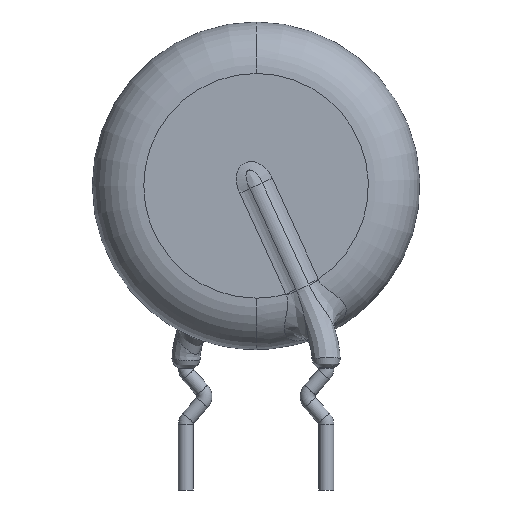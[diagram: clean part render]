
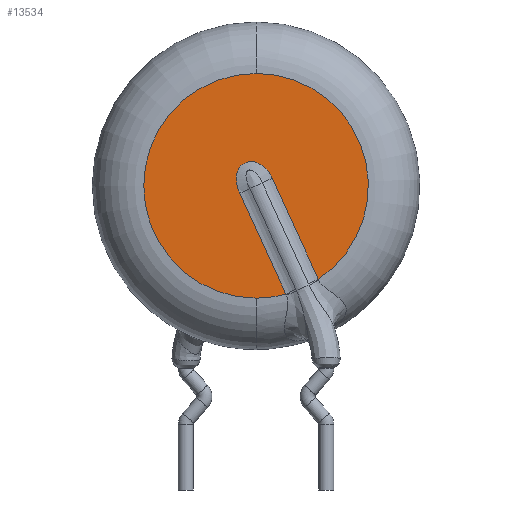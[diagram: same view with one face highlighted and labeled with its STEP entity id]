
A CAD part, front view. The second image highlights one B-rep face of the part: STEP entity #13534.
In plain terms, the highlighted planar face has unit normal (0, -1, 0).
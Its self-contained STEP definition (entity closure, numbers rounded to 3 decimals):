
#191 = CARTESIAN_POINT ( 'NONE',  ( 0., -2.75, 9.75 ) ) ;
#605 = CIRCLE ( 'NONE', #16472, 6. ) ;
#974 = CARTESIAN_POINT ( 'NONE',  ( 0.869, -2.75, 10.147 ) ) ;
#1226 = CARTESIAN_POINT ( 'NONE',  ( 0.805, -2.75, 10.287 ) ) ;
#1371 = CARTESIAN_POINT ( 'NONE',  ( 0.869, -2.75, 10.147 ) ) ;
#1428 = AXIS2_PLACEMENT_3D ( 'NONE', #11344, #13775, #3587 ) ;
#1714 = DIRECTION ( 'NONE',  ( 0.416, 0., -0.909 ) ) ;
#2016 = EDGE_CURVE ( 'NONE', #15590, #10019, #12827, .T. ) ;
#2310 = CARTESIAN_POINT ( 'NONE',  ( -0.836, -2.75, 10.814 ) ) ;
#2477 = CARTESIAN_POINT ( 'NONE',  ( -0.994, -2.75, 10.549 ) ) ;
#2612 = CARTESIAN_POINT ( 'NONE',  ( 1.594, -2.75, 3.966 ) ) ;
#2808 = AXIS2_PLACEMENT_3D ( 'NONE', #4347, #16012, #13364 ) ;
#2993 = LINE ( 'NONE', #13375, #5514 ) ;
#3018 = DIRECTION ( 'NONE',  ( 0., 0., 1. ) ) ;
#3587 = DIRECTION ( 'NONE',  ( 0., 0., 1. ) ) ;
#4347 = CARTESIAN_POINT ( 'NONE',  ( 0., -2.75, 9.75 ) ) ;
#4368 = CARTESIAN_POINT ( 'NONE',  ( 0., -2.75, 3.75 ) ) ;
#4466 = CARTESIAN_POINT ( 'NONE',  ( 0., -2.75, 9.75 ) ) ;
#5331 = DIRECTION ( 'NONE',  ( 0., 1., 0. ) ) ;
#5366 = CARTESIAN_POINT ( 'NONE',  ( -0.869, -2.75, 9.353 ) ) ;
#5409 = FACE_OUTER_BOUND ( 'NONE', #11279, .T. ) ;
#5514 = VECTOR ( 'NONE', #1714, 1000. ) ;
#5637 = CARTESIAN_POINT ( 'NONE',  ( 3.331, -2.75, 4.76 ) ) ;
#5648 = DIRECTION ( 'NONE',  ( 0., 1., 0. ) ) ;
#6156 = CARTESIAN_POINT ( 'NONE',  ( 0.171, -2.75, 10.94 ) ) ;
#7577 = CARTESIAN_POINT ( 'NONE',  ( -0.983, -2.75, 9.637 ) ) ;
#7756 = CARTESIAN_POINT ( 'NONE',  ( 0.425, -2.75, 10.767 ) ) ;
#7800 = ORIENTED_EDGE ( 'NONE', *, *, #8207, .F. ) ;
#7801 = PLANE ( 'NONE',  #14495 ) ;
#7894 = EDGE_CURVE ( 'NONE', #14882, #12669, #605, .T. ) ;
#8207 = EDGE_CURVE ( 'NONE', #12225, #14882, #11678, .T. ) ;
#8744 = EDGE_CURVE ( 'NONE', #11718, #12225, #11438, .T. ) ;
#8833 = CARTESIAN_POINT ( 'NONE',  ( -0.933, -2.75, 9.493 ) ) ;
#9151 = DIRECTION ( 'NONE',  ( -0.416, 0., 0.909 ) ) ;
#9476 = ORIENTED_EDGE ( 'NONE', *, *, #10091, .T. ) ;
#9793 = VECTOR ( 'NONE', #9151, 1000. ) ;
#10019 = VERTEX_POINT ( 'NONE', #1371 ) ;
#10091 = EDGE_CURVE ( 'NONE', #11718, #15590, #11864, .T. ) ;
#10906 = ORIENTED_EDGE ( 'NONE', *, *, #7894, .F. ) ;
#11276 = CARTESIAN_POINT ( 'NONE',  ( 0.535, -2.75, 10.66 ) ) ;
#11279 = EDGE_LOOP ( 'NONE', ( #13363, #11925, #10906, #7800, #12622, #9476 ) ) ;
#11344 = CARTESIAN_POINT ( 'NONE',  ( 0., -2.75, 9.75 ) ) ;
#11438 = CIRCLE ( 'NONE', #2808, 6. ) ;
#11678 = CIRCLE ( 'NONE', #1428, 6. ) ;
#11718 = VERTEX_POINT ( 'NONE', #2612 ) ;
#11864 = LINE ( 'NONE', #5366, #9793 ) ;
#11925 = ORIENTED_EDGE ( 'NONE', *, *, #14978, .T. ) ;
#12225 = VERTEX_POINT ( 'NONE', #4368 ) ;
#12542 = CARTESIAN_POINT ( 'NONE',  ( -1.047, -2.75, 9.937 ) ) ;
#12622 = ORIENTED_EDGE ( 'NONE', *, *, #8744, .F. ) ;
#12669 = VERTEX_POINT ( 'NONE', #5637 ) ;
#12795 = CARTESIAN_POINT ( 'NONE',  ( -0.719, -2.75, 10.922 ) ) ;
#12827 = B_SPLINE_CURVE_WITH_KNOTS ( 'NONE', 3,
 ( #15024, #8833, #7577, #12542, #13875, #13954, #2477, #2310, #12795, #16374, #16458, #16553, #6156, #7756, #11276, #14119, #1226, #974 ),
 .UNSPECIFIED., .F., .F.,
 ( 4, 2, 2, 2, 2, 2, 2, 2, 4 ),
 ( 0., 0., 0.001, 0.001, 0.002, 0.002, 0.003, 0.003, 0.004 ),
 .UNSPECIFIED. ) ;
#13363 = ORIENTED_EDGE ( 'NONE', *, *, #2016, .T. ) ;
#13364 = DIRECTION ( 'NONE',  ( 0., 0., 1. ) ) ;
#13375 = CARTESIAN_POINT ( 'NONE',  ( 0.869, -2.75, 10.147 ) ) ;
#13534 = ADVANCED_FACE ( 'NONE', ( #5409 ), #7801, .F. ) ;
#13775 = DIRECTION ( 'NONE',  ( 0., 1., 0. ) ) ;
#13875 = CARTESIAN_POINT ( 'NONE',  ( -1.061, -2.75, 10.091 ) ) ;
#13954 = CARTESIAN_POINT ( 'NONE',  ( -1.035, -2.75, 10.396 ) ) ;
#14078 = DIRECTION ( 'NONE',  ( 0., 0., 1. ) ) ;
#14119 = CARTESIAN_POINT ( 'NONE',  ( 0.726, -2.75, 10.419 ) ) ;
#14320 = CARTESIAN_POINT ( 'NONE',  ( -0.869, -2.75, 9.353 ) ) ;
#14358 = CARTESIAN_POINT ( 'NONE',  ( 0., -2.75, 15.75 ) ) ;
#14495 = AXIS2_PLACEMENT_3D ( 'NONE', #191, #5331, #14078 ) ;
#14882 = VERTEX_POINT ( 'NONE', #14358 ) ;
#14978 = EDGE_CURVE ( 'NONE', #10019, #12669, #2993, .T. ) ;
#15024 = CARTESIAN_POINT ( 'NONE',  ( -0.869, -2.75, 9.353 ) ) ;
#15590 = VERTEX_POINT ( 'NONE', #14320 ) ;
#16012 = DIRECTION ( 'NONE',  ( 0., 1., 0. ) ) ;
#16374 = CARTESIAN_POINT ( 'NONE',  ( -0.435, -2.75, 11.046 ) ) ;
#16458 = CARTESIAN_POINT ( 'NONE',  ( -0.276, -2.75, 11.059 ) ) ;
#16472 = AXIS2_PLACEMENT_3D ( 'NONE', #4466, #5648, #3018 ) ;
#16553 = CARTESIAN_POINT ( 'NONE',  ( 0.028, -2.75, 11.004 ) ) ;
